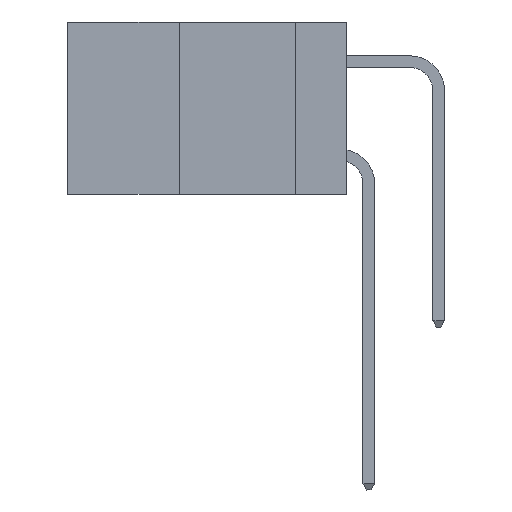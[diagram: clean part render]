
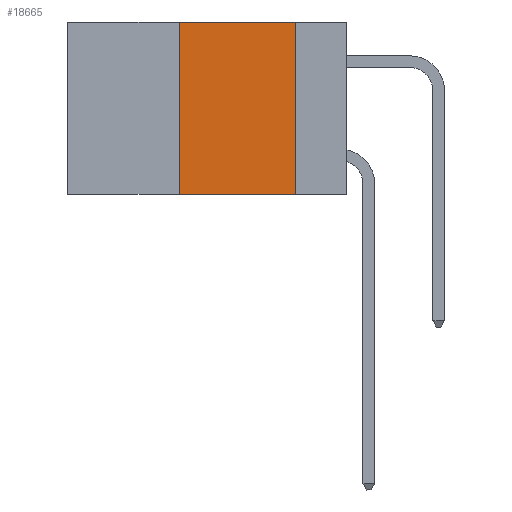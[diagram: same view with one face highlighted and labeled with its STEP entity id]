
A CAD part, left-side view. The second image highlights one B-rep face of the part: STEP entity #18665.
In plain terms, the highlighted planar face has unit normal (-1, 0, 0).
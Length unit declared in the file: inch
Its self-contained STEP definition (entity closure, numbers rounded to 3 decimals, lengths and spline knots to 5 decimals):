
#1070 = ORIENTED_EDGE ( 'NONE', *, *, #18295, .F. ) ;
#1890 = DIRECTION ( 'NONE',  ( 0., 0., -1. ) ) ;
#2786 = VERTEX_POINT ( 'NONE', #6484 ) ;
#3433 = AXIS2_PLACEMENT_3D ( 'NONE', #18791, #17064, #6283 ) ;
#3776 = LINE ( 'NONE', #20534, #13841 ) ;
#4979 = VERTEX_POINT ( 'NONE', #18154 ) ;
#6283 = DIRECTION ( 'NONE',  ( 0., 0., -1. ) ) ;
#6484 = CARTESIAN_POINT ( 'NONE',  ( 0., 0.11, -0.37 ) ) ;
#7955 = DIRECTION ( 'NONE',  ( 0., -1., 0. ) ) ;
#8979 = LINE ( 'NONE', #12524, #13793 ) ;
#9227 = VECTOR ( 'NONE', #16534, 39.37008 ) ;
#9814 = EDGE_CURVE ( 'NONE', #12689, #2786, #19038, .T. ) ;
#11867 = CARTESIAN_POINT ( 'NONE',  ( 0., 0.36, -0.37 ) ) ;
#12524 = CARTESIAN_POINT ( 'NONE',  ( 0., 0.11, 0. ) ) ;
#12689 = VERTEX_POINT ( 'NONE', #11867 ) ;
#12740 = ORIENTED_EDGE ( 'NONE', *, *, #21332, .F. ) ;
#13414 = PLANE ( 'NONE',  #3433 ) ;
#13447 = EDGE_CURVE ( 'NONE', #12689, #4979, #18855, .T. ) ;
#13793 = VECTOR ( 'NONE', #1890, 39.37008 ) ;
#13841 = VECTOR ( 'NONE', #7955, 39.37008 ) ;
#16534 = DIRECTION ( 'NONE',  ( 0., 0., 1. ) ) ;
#16624 = FACE_OUTER_BOUND ( 'NONE', #20985, .T. ) ;
#16672 = CARTESIAN_POINT ( 'NONE',  ( 0., 0.6, -0.37 ) ) ;
#17064 = DIRECTION ( 'NONE',  ( 1., 0., 0. ) ) ;
#17450 = VERTEX_POINT ( 'NONE', #19001 ) ;
#17600 = ORIENTED_EDGE ( 'NONE', *, *, #13447, .F. ) ;
#17911 = VECTOR ( 'NONE', #21982, 39.37008 ) ;
#18154 = CARTESIAN_POINT ( 'NONE',  ( 0., 0.36, 0. ) ) ;
#18295 = EDGE_CURVE ( 'NONE', #17450, #2786, #8979, .T. ) ;
#18336 = CARTESIAN_POINT ( 'NONE',  ( 0., 0.36, 0. ) ) ;
#18665 = ADVANCED_FACE ( 'NONE', ( #16624 ), #13414, .F. ) ;
#18791 = CARTESIAN_POINT ( 'NONE',  ( 0., 0.6, 0. ) ) ;
#18855 = LINE ( 'NONE', #18336, #9227 ) ;
#19001 = CARTESIAN_POINT ( 'NONE',  ( 0., 0.11, 0. ) ) ;
#19038 = LINE ( 'NONE', #16672, #17911 ) ;
#19762 = ORIENTED_EDGE ( 'NONE', *, *, #9814, .T. ) ;
#20534 = CARTESIAN_POINT ( 'NONE',  ( 0., 0.6, 0. ) ) ;
#20985 = EDGE_LOOP ( 'NONE', ( #1070, #12740, #17600, #19762 ) ) ;
#21332 = EDGE_CURVE ( 'NONE', #4979, #17450, #3776, .T. ) ;
#21982 = DIRECTION ( 'NONE',  ( 0., -1., 0. ) ) ;
